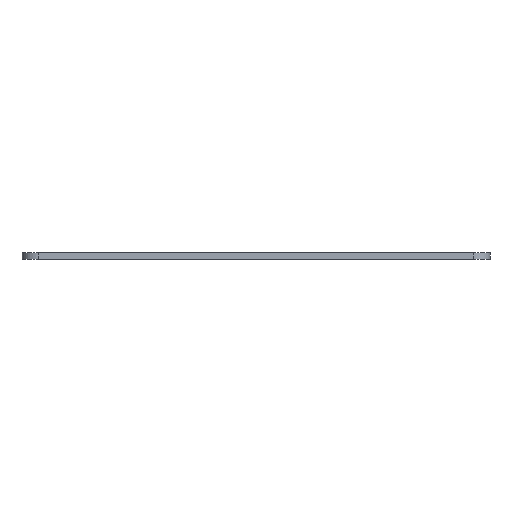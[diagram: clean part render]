
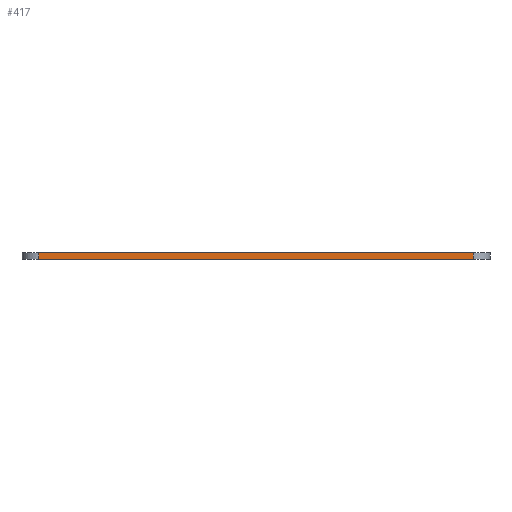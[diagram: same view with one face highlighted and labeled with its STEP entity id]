
A CAD part, left-side view. The second image highlights one B-rep face of the part: STEP entity #417.
In plain terms, the highlighted planar face has unit normal (-1, 0, 0).
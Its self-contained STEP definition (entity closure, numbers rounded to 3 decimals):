
#39 = CARTESIAN_POINT ( 'NONE',  ( -55.5, 32., 1. ) ) ;
#103 = EDGE_CURVE ( 'NONE', #846, #1118, #314, .T. ) ;
#137 = DIRECTION ( 'NONE',  ( 0., 0., 1. ) ) ;
#161 = VECTOR ( 'NONE', #1432, 1000. ) ;
#253 = LINE ( 'NONE', #784, #1536 ) ;
#266 = DIRECTION ( 'NONE',  ( 0., 0., 1. ) ) ;
#284 = CARTESIAN_POINT ( 'NONE',  ( -55.5, -32., 0. ) ) ;
#314 = LINE ( 'NONE', #1652, #1603 ) ;
#324 = LINE ( 'NONE', #284, #844 ) ;
#386 = CARTESIAN_POINT ( 'NONE',  ( -55.5, -32., 1. ) ) ;
#416 = DIRECTION ( 'NONE',  ( -1., 0., 0. ) ) ;
#417 = ADVANCED_FACE ( 'NONE', ( #1035 ), #1029, .T. ) ;
#453 = EDGE_CURVE ( 'NONE', #1455, #1052, #324, .T. ) ;
#528 = EDGE_LOOP ( 'NONE', ( #1096, #1443, #917, #1416 ) ) ;
#652 = EDGE_CURVE ( 'NONE', #1118, #1052, #924, .T. ) ;
#675 = CARTESIAN_POINT ( 'NONE',  ( -55.5, 32., 0. ) ) ;
#756 = CARTESIAN_POINT ( 'NONE',  ( -55.5, 32., 0. ) ) ;
#784 = CARTESIAN_POINT ( 'NONE',  ( -55.5, 32., 0. ) ) ;
#844 = VECTOR ( 'NONE', #137, 1000. ) ;
#846 = VERTEX_POINT ( 'NONE', #756 ) ;
#917 = ORIENTED_EDGE ( 'NONE', *, *, #1038, .T. ) ;
#924 = LINE ( 'NONE', #39, #161 ) ;
#929 = CARTESIAN_POINT ( 'NONE',  ( -55.5, 32., 1. ) ) ;
#1029 = PLANE ( 'NONE',  #1232 ) ;
#1035 = FACE_OUTER_BOUND ( 'NONE', #528, .T. ) ;
#1038 = EDGE_CURVE ( 'NONE', #846, #1455, #253, .T. ) ;
#1052 = VERTEX_POINT ( 'NONE', #386 ) ;
#1096 = ORIENTED_EDGE ( 'NONE', *, *, #652, .F. ) ;
#1118 = VERTEX_POINT ( 'NONE', #929 ) ;
#1232 = AXIS2_PLACEMENT_3D ( 'NONE', #675, #416, #1299 ) ;
#1299 = DIRECTION ( 'NONE',  ( 0., 0., 1. ) ) ;
#1416 = ORIENTED_EDGE ( 'NONE', *, *, #453, .T. ) ;
#1432 = DIRECTION ( 'NONE',  ( 0., -1., 0. ) ) ;
#1443 = ORIENTED_EDGE ( 'NONE', *, *, #103, .F. ) ;
#1455 = VERTEX_POINT ( 'NONE', #1456 ) ;
#1456 = CARTESIAN_POINT ( 'NONE',  ( -55.5, -32., 0. ) ) ;
#1536 = VECTOR ( 'NONE', #1653, 1000. ) ;
#1603 = VECTOR ( 'NONE', #266, 1000. ) ;
#1652 = CARTESIAN_POINT ( 'NONE',  ( -55.5, 32., 0. ) ) ;
#1653 = DIRECTION ( 'NONE',  ( 0., -1., 0. ) ) ;
